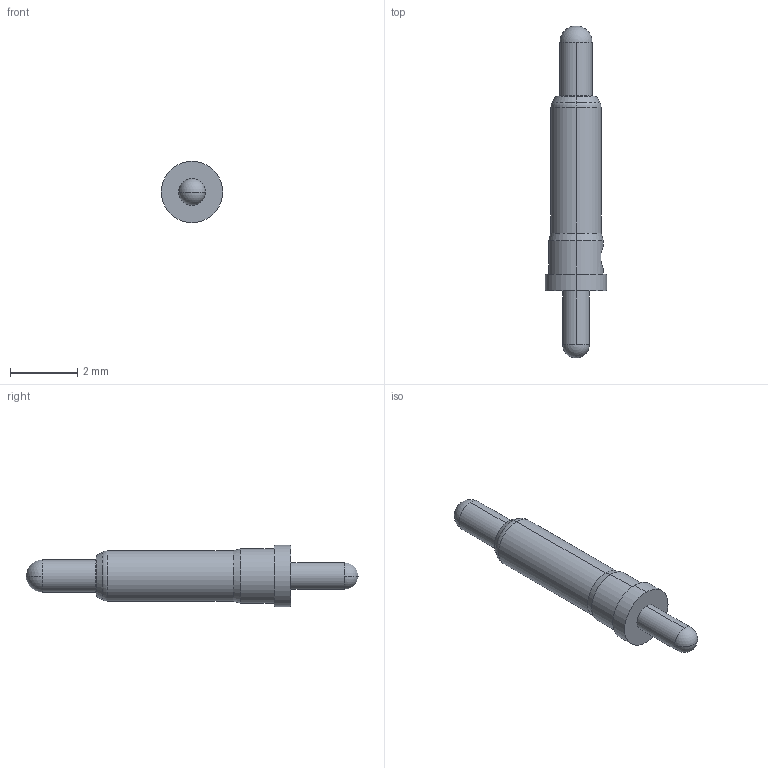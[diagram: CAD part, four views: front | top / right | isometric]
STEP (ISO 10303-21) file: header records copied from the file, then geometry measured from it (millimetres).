
FILE_DESCRIPTION (( 'STEP AP214' ), '1' );
FILE_NAME ('90224-AS.STEP', '2022-04-07T21:45:28', ( '' ), ( '' ), 'SwSTEP 2.0', 'SolidWorks 2017', '' );
FILE_SCHEMA (( 'AUTOMOTIVE_DESIGN' ));
Length unit declared in the file: millimetre
Products named in the file (1): 90224-AS
Bounding box: 1.83 x 9.9 x 1.83 mm (x, y, z)
Volume: 8.4 mm3; surface area: 97.8 mm2
Topology: 3 solids, 3 shells, 49 faces, 106 edges, 58 vertices
Faces by surface type: cone 18, cylinder 16, plane 5, bspline 4, sphere 4, torus 2
Entity records: 4736 total; most frequent: CARTESIAN_POINT 3642, DIRECTION 240, ORIENTED_EDGE 196, AXIS2_PLACEMENT_3D 102, EDGE_CURVE 98, VERTEX_POINT 58, CIRCLE 56, EDGE_LOOP 54
